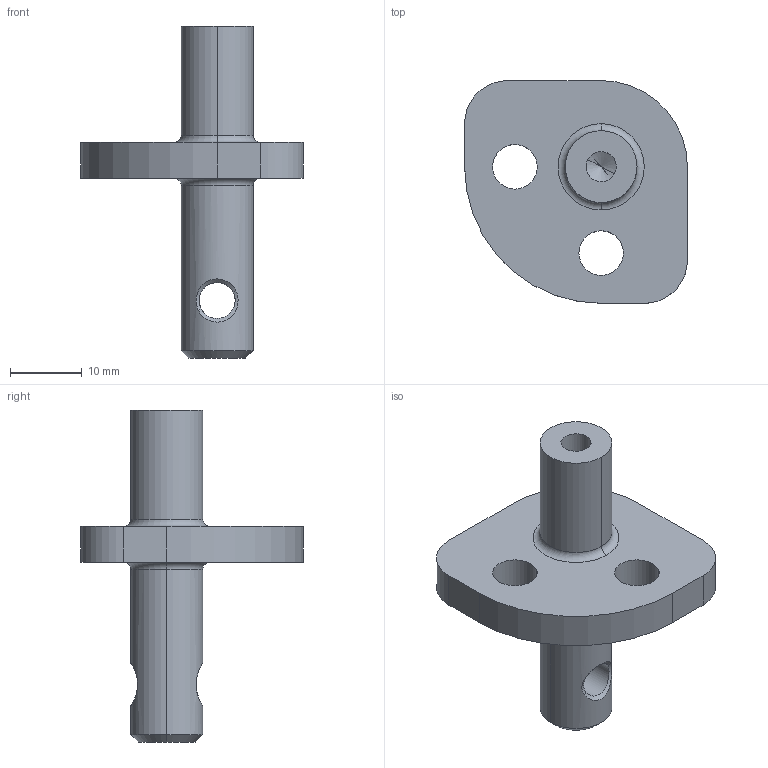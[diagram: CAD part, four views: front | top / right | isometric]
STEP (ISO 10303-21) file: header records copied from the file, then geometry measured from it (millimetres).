
FILE_DESCRIPTION(('CATIA V5 STEP Exchange'),'2;1');
FILE_NAME('Base charniere CH alu femelle AR - 07 - MAJ.stp','2017-08-19T14:27:33+00:00',('none'),('none'),'CATIA Version 5 Release 21 GA (IN-10)','CATIA V5 STEP AP203','none');
FILE_SCHEMA(('CONFIG_CONTROL_DESIGN'));
Length unit declared in the file: millimetre
Products named in the file (1): Base charniere CH alu femelle AR - 07 - MAJ
Bounding box: 31 x 31 x 46.2 mm (x, y, z)
Volume: 6740.3 mm3; surface area: 3793.5 mm2
Topology: 1 solids, 1 shells, 36 faces, 84 edges, 51 vertices
Faces by surface type: cylinder 16, plane 8, cone 4, torus 4, bspline 4
Entity records: 1325 total; most frequent: CARTESIAN_POINT 527, ORIENTED_EDGE 164, DIRECTION 120, EDGE_CURVE 82, AXIS2_PLACEMENT_3D 64, VERTEX_POINT 51, EDGE_LOOP 45, CIRCLE 38
